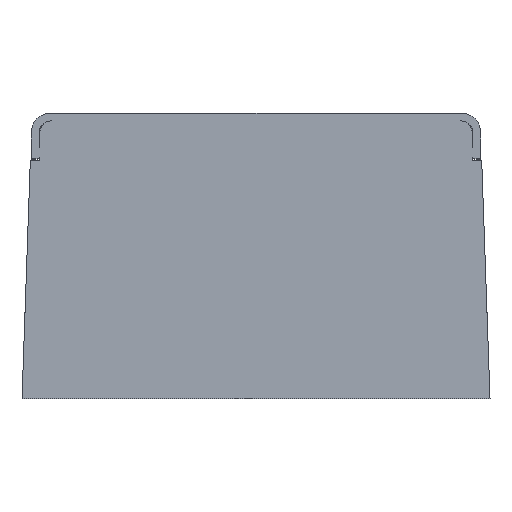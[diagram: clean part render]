
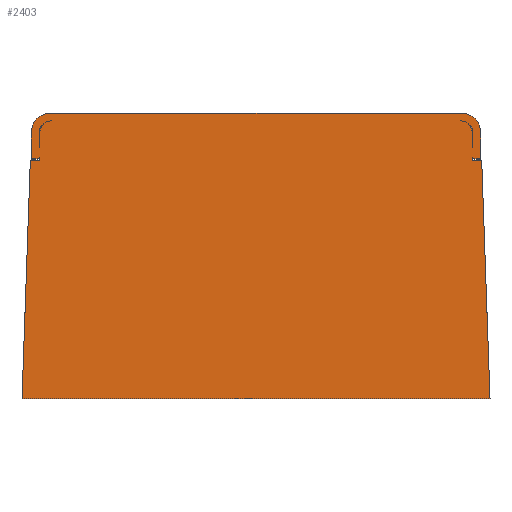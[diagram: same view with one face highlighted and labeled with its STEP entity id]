
A CAD part, top view. The second image highlights one B-rep face of the part: STEP entity #2403.
In plain terms, the highlighted planar face has unit normal (0, 0, 1).
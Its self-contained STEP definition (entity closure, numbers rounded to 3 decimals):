
#377=CARTESIAN_POINT('',(51.5,31.,30.));
#378=DIRECTION('',(0.,0.,1.));
#379=DIRECTION('',(1.,0.,0.));
#380=AXIS2_PLACEMENT_3D('',#377,#378,#379);
#382=DIRECTION('',(0.,1.,0.));
#383=VECTOR('',#382,3.6);
#384=CARTESIAN_POINT('',(54.5,27.4,30.));
#385=LINE('',#384,#383);
#386=CARTESIAN_POINT('',(53.7,28.,30.));
#387=DIRECTION('',(0.,0.,-1.));
#388=DIRECTION('',(1.,0.,0.));
#389=AXIS2_PLACEMENT_3D('',#386,#387,#388);
#391=DIRECTION('',(0.,-1.,0.));
#392=VECTOR('',#391,3.);
#393=CARTESIAN_POINT('',(54.7,31.,30.));
#394=LINE('',#393,#392);
#395=CARTESIAN_POINT('',(51.7,31.,30.));
#396=DIRECTION('',(0.,0.,-1.));
#397=DIRECTION('',(0.,1.,0.));
#398=AXIS2_PLACEMENT_3D('',#395,#396,#397);
#400=DIRECTION('',(0.,-1.,0.));
#401=VECTOR('',#400,0.673);
#402=CARTESIAN_POINT('',(-54.5,24.673,30.));
#403=LINE('',#402,#401);
#404=CARTESIAN_POINT('',(-55.2,26.,30.));
#405=DIRECTION('',(0.,0.,1.));
#406=DIRECTION('',(0.,-1.,0.));
#407=AXIS2_PLACEMENT_3D('',#404,#405,#406);
#409=DIRECTION('',(1.,0.,0.));
#410=VECTOR('',#409,1.5);
#411=CARTESIAN_POINT('',(-56.7,24.5,30.));
#412=LINE('',#411,#410);
#413=DIRECTION('',(0.,-1.,0.));
#414=VECTOR('',#413,6.5);
#415=CARTESIAN_POINT('',(-56.7,31.,30.));
#416=LINE('',#415,#414);
#417=CARTESIAN_POINT('',(-51.7,31.,30.));
#418=DIRECTION('',(0.,0.,1.));
#419=DIRECTION('',(0.,1.,0.));
#420=AXIS2_PLACEMENT_3D('',#417,#418,#419);
#422=DIRECTION('',(-1.,0.,0.));
#423=VECTOR('',#422,103.4);
#424=CARTESIAN_POINT('',(51.7,36.,30.));
#425=LINE('',#424,#423);
#426=CARTESIAN_POINT('',(51.7,31.,30.));
#427=DIRECTION('',(0.,0.,1.));
#428=DIRECTION('',(1.,0.,0.));
#429=AXIS2_PLACEMENT_3D('',#426,#427,#428);
#431=DIRECTION('',(0.,1.,0.));
#432=VECTOR('',#431,6.5);
#433=CARTESIAN_POINT('',(56.7,24.5,30.));
#434=LINE('',#433,#432);
#435=DIRECTION('',(1.,0.,0.));
#436=VECTOR('',#435,1.5);
#437=CARTESIAN_POINT('',(55.2,24.5,30.));
#438=LINE('',#437,#436);
#439=CARTESIAN_POINT('',(55.2,26.,30.));
#440=DIRECTION('',(0.,0.,1.));
#441=DIRECTION('',(-0.467,-0.884,0.));
#442=AXIS2_PLACEMENT_3D('',#439,#440,#441);
#444=DIRECTION('',(0.,1.,0.));
#445=VECTOR('',#444,0.673);
#446=CARTESIAN_POINT('',(54.5,24.,30.));
#447=LINE('',#446,#445);
#448=DIRECTION('',(-1.,0.,0.));
#449=VECTOR('',#448,2.405);
#450=CARTESIAN_POINT('',(56.905,24.,30.));
#451=LINE('',#450,#449);
#452=DIRECTION('',(-0.035,0.999,0.));
#453=VECTOR('',#452,60.037);
#454=CARTESIAN_POINT('',(59.,-36.,30.));
#455=LINE('',#454,#453);
#456=DIRECTION('',(1.,0.,0.));
#457=VECTOR('',#456,118.);
#458=CARTESIAN_POINT('',(-59.,-36.,30.));
#459=LINE('',#458,#457);
#460=DIRECTION('',(-0.035,-0.999,0.));
#461=VECTOR('',#460,60.037);
#462=CARTESIAN_POINT('',(-56.905,24.,30.));
#463=LINE('',#462,#461);
#464=DIRECTION('',(-1.,0.,0.));
#465=VECTOR('',#464,2.405);
#466=CARTESIAN_POINT('',(-54.5,24.,30.));
#467=LINE('',#466,#465);
#468=CARTESIAN_POINT('',(-51.7,31.,30.));
#469=DIRECTION('',(0.,0.,-1.));
#470=DIRECTION('',(-1.,0.,0.));
#471=AXIS2_PLACEMENT_3D('',#468,#469,#470);
#473=DIRECTION('',(0.,1.,0.));
#474=VECTOR('',#473,3.);
#475=CARTESIAN_POINT('',(-54.7,28.,30.));
#476=LINE('',#475,#474);
#477=CARTESIAN_POINT('',(-53.7,28.,30.));
#478=DIRECTION('',(0.,0.,-1.));
#479=DIRECTION('',(-0.8,-0.6,0.));
#480=AXIS2_PLACEMENT_3D('',#477,#478,#479);
#482=DIRECTION('',(0.,-1.,0.));
#483=VECTOR('',#482,3.6);
#484=CARTESIAN_POINT('',(-54.5,31.,30.));
#485=LINE('',#484,#483);
#486=CARTESIAN_POINT('',(-51.5,31.,30.));
#487=DIRECTION('',(0.,0.,1.));
#488=DIRECTION('',(-0.067,0.998,0.));
#489=AXIS2_PLACEMENT_3D('',#486,#487,#488);
#1583=CARTESIAN_POINT('',(-54.5,24.,30.));
#1584=CARTESIAN_POINT('',(-56.905,24.,30.));
#1585=VERTEX_POINT('',#1583);
#1586=VERTEX_POINT('',#1584);
#1587=CARTESIAN_POINT('',(-59.,-36.,30.));
#1588=VERTEX_POINT('',#1587);
#1589=CARTESIAN_POINT('',(59.,-36.,30.));
#1590=VERTEX_POINT('',#1589);
#1591=CARTESIAN_POINT('',(56.905,24.,30.));
#1592=VERTEX_POINT('',#1591);
#1593=CARTESIAN_POINT('',(54.5,24.,30.));
#1594=VERTEX_POINT('',#1593);
#1656=CARTESIAN_POINT('',(54.5,31.,30.));
#1658=VERTEX_POINT('',#1656);
#1664=CARTESIAN_POINT('',(-54.5,31.,30.));
#1666=VERTEX_POINT('',#1664);
#1695=CARTESIAN_POINT('',(51.7,34.,30.));
#1696=CARTESIAN_POINT('',(54.7,31.,30.));
#1697=VERTEX_POINT('',#1695);
#1698=VERTEX_POINT('',#1696);
#1699=CARTESIAN_POINT('',(54.7,28.,30.));
#1700=VERTEX_POINT('',#1699);
#1701=CARTESIAN_POINT('',(55.2,24.5,30.));
#1702=CARTESIAN_POINT('',(56.7,24.5,30.));
#1703=VERTEX_POINT('',#1701);
#1704=VERTEX_POINT('',#1702);
#1705=CARTESIAN_POINT('',(56.7,31.,30.));
#1706=VERTEX_POINT('',#1705);
#1707=CARTESIAN_POINT('',(51.7,36.,30.));
#1708=VERTEX_POINT('',#1707);
#1709=CARTESIAN_POINT('',(-51.7,36.,30.));
#1710=VERTEX_POINT('',#1709);
#1711=CARTESIAN_POINT('',(-56.7,31.,30.));
#1712=VERTEX_POINT('',#1711);
#1713=CARTESIAN_POINT('',(-56.7,24.5,30.));
#1714=VERTEX_POINT('',#1713);
#1715=CARTESIAN_POINT('',(-55.2,24.5,30.));
#1716=VERTEX_POINT('',#1715);
#1717=CARTESIAN_POINT('',(-54.7,28.,30.));
#1718=CARTESIAN_POINT('',(-54.7,31.,30.));
#1719=VERTEX_POINT('',#1717);
#1720=VERTEX_POINT('',#1718);
#1721=CARTESIAN_POINT('',(-51.7,34.,30.));
#1722=VERTEX_POINT('',#1721);
#1728=CARTESIAN_POINT('',(54.5,24.673,30.));
#1730=VERTEX_POINT('',#1728);
#1736=CARTESIAN_POINT('',(54.5,27.4,30.));
#1738=VERTEX_POINT('',#1736);
#1760=CARTESIAN_POINT('',(-54.5,27.4,30.));
#1762=VERTEX_POINT('',#1760);
#1768=CARTESIAN_POINT('',(-54.5,24.673,30.));
#1770=VERTEX_POINT('',#1768);
#2348=CARTESIAN_POINT('',(0.,0.,30.));
#2349=DIRECTION('',(0.,0.,1.));
#2350=DIRECTION('',(1.,0.,0.));
#2351=AXIS2_PLACEMENT_3D('',#2348,#2349,#2350);
#2352=PLANE('',#2351);
#2354=ORIENTED_EDGE('',*,*,#2353,.F.);
#2356=ORIENTED_EDGE('',*,*,#2355,.F.);
#2358=ORIENTED_EDGE('',*,*,#2357,.F.);
#2360=ORIENTED_EDGE('',*,*,#2359,.F.);
#2362=ORIENTED_EDGE('',*,*,#2361,.F.);
#2364=ORIENTED_EDGE('',*,*,#2363,.F.);
#2366=ORIENTED_EDGE('',*,*,#2365,.F.);
#2368=ORIENTED_EDGE('',*,*,#2367,.F.);
#2370=ORIENTED_EDGE('',*,*,#2369,.F.);
#2372=ORIENTED_EDGE('',*,*,#2371,.F.);
#2374=ORIENTED_EDGE('',*,*,#2373,.F.);
#2376=ORIENTED_EDGE('',*,*,#2375,.F.);
#2378=ORIENTED_EDGE('',*,*,#2377,.F.);
#2380=ORIENTED_EDGE('',*,*,#2379,.F.);
#2382=ORIENTED_EDGE('',*,*,#2381,.F.);
#2384=ORIENTED_EDGE('',*,*,#2383,.F.);
#2385=EDGE_LOOP('',(#2354,#2356,#2358,#2360,#2362,#2364,#2366,#2368,#2370,#2372,
#2374,#2376,#2378,#2380,#2382,#2384));
#2386=FACE_OUTER_BOUND('',#2385,.F.);
#2387=ORIENTED_EDGE('',*,*,#2269,.F.);
#2388=ORIENTED_EDGE('',*,*,#2295,.F.);
#2389=ORIENTED_EDGE('',*,*,#2311,.F.);
#2390=ORIENTED_EDGE('',*,*,#2329,.F.);
#2391=ORIENTED_EDGE('',*,*,#2342,.F.);
#2392=EDGE_LOOP('',(#2387,#2388,#2389,#2390,#2391));
#2393=FACE_BOUND('',#2392,.F.);
#2395=ORIENTED_EDGE('',*,*,#2394,.F.);
#2397=ORIENTED_EDGE('',*,*,#2396,.F.);
#2398=ORIENTED_EDGE('',*,*,#2186,.F.);
#2399=ORIENTED_EDGE('',*,*,#2169,.F.);
#2400=ORIENTED_EDGE('',*,*,#2055,.F.);
#2401=EDGE_LOOP('',(#2395,#2397,#2398,#2399,#2400));
#2402=FACE_BOUND('',#2401,.F.);
#381=CIRCLE('',#380,3.);
#390=CIRCLE('',#389,1.);
#399=CIRCLE('',#398,3.);
#408=CIRCLE('',#407,1.5);
#421=CIRCLE('',#420,5.);
#430=CIRCLE('',#429,5.);
#443=CIRCLE('',#442,1.5);
#472=CIRCLE('',#471,3.);
#481=CIRCLE('',#480,1.);
#490=CIRCLE('',#489,3.);
#2055=EDGE_CURVE('',#1722,#1666,#490,.T.);
#2169=EDGE_CURVE('',#1666,#1762,#485,.T.);
#2186=EDGE_CURVE('',#1762,#1719,#481,.T.);
#2269=EDGE_CURVE('',#1658,#1697,#381,.T.);
#2295=EDGE_CURVE('',#1738,#1658,#385,.T.);
#2311=EDGE_CURVE('',#1700,#1738,#390,.T.);
#2329=EDGE_CURVE('',#1698,#1700,#394,.T.);
#2342=EDGE_CURVE('',#1697,#1698,#399,.T.);
#2353=EDGE_CURVE('',#1770,#1585,#403,.T.);
#2355=EDGE_CURVE('',#1716,#1770,#408,.T.);
#2357=EDGE_CURVE('',#1714,#1716,#412,.T.);
#2359=EDGE_CURVE('',#1712,#1714,#416,.T.);
#2361=EDGE_CURVE('',#1710,#1712,#421,.T.);
#2363=EDGE_CURVE('',#1708,#1710,#425,.T.);
#2365=EDGE_CURVE('',#1706,#1708,#430,.T.);
#2367=EDGE_CURVE('',#1704,#1706,#434,.T.);
#2369=EDGE_CURVE('',#1703,#1704,#438,.T.);
#2371=EDGE_CURVE('',#1730,#1703,#443,.T.);
#2373=EDGE_CURVE('',#1594,#1730,#447,.T.);
#2375=EDGE_CURVE('',#1592,#1594,#451,.T.);
#2377=EDGE_CURVE('',#1590,#1592,#455,.T.);
#2379=EDGE_CURVE('',#1588,#1590,#459,.T.);
#2381=EDGE_CURVE('',#1586,#1588,#463,.T.);
#2383=EDGE_CURVE('',#1585,#1586,#467,.T.);
#2394=EDGE_CURVE('',#1720,#1722,#472,.T.);
#2396=EDGE_CURVE('',#1719,#1720,#476,.T.);
#2403=ADVANCED_FACE('',(#2386,#2393,#2402),#2352,.T.);
